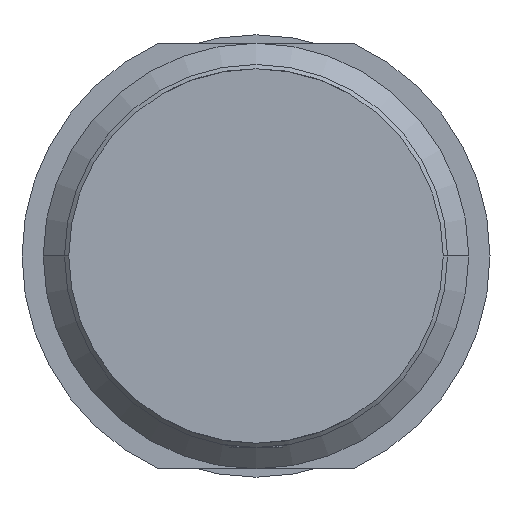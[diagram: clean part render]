
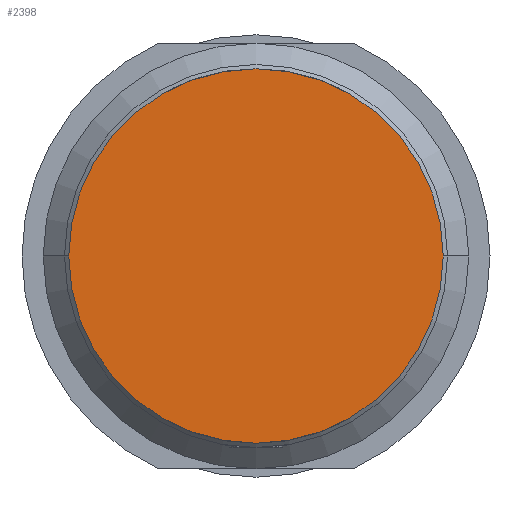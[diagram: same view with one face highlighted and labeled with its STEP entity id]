
A CAD part, front view. The second image highlights one B-rep face of the part: STEP entity #2398.
In plain terms, the highlighted planar face has unit normal (0, -1, 0).
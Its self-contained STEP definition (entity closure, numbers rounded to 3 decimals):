
#378 = CARTESIAN_POINT ( 'NONE',  ( 0., 0., -1.9 ) ) ;
#406 = CARTESIAN_POINT ( 'NONE',  ( 0., 0., 0. ) ) ;
#440 = AXIS2_PLACEMENT_3D ( 'NONE', #406, #5213, #2815 ) ;
#534 = FACE_OUTER_BOUND ( 'NONE', #6300, .T. ) ;
#867 = DIRECTION ( 'NONE',  ( 1., 0., 0. ) ) ;
#886 = CARTESIAN_POINT ( 'NONE',  ( 2.2, 0., 0. ) ) ;
#1725 = VERTEX_POINT ( 'NONE', #4419 ) ;
#1888 = CIRCLE ( 'NONE', #3417, 2.2 ) ;
#2398 = ADVANCED_FACE ( 'Defeature ausgef�hrt1_1', ( #534 ), #4758, .F. ) ;
#2815 = DIRECTION ( 'NONE',  ( -1., 0., 0. ) ) ;
#3417 = AXIS2_PLACEMENT_3D ( 'NONE', #4526, #4106, #4581 ) ;
#3768 = DIRECTION ( 'NONE',  ( 0., 1., 0. ) ) ;
#3955 = AXIS2_PLACEMENT_3D ( 'NONE', #378, #3768, #867 ) ;
#4106 = DIRECTION ( 'NONE',  ( 0., -1., 0. ) ) ;
#4321 = VERTEX_POINT ( 'NONE', #886 ) ;
#4419 = CARTESIAN_POINT ( 'NONE',  ( -2.2, 0., 0. ) ) ;
#4526 = CARTESIAN_POINT ( 'NONE',  ( 0., 0., 0. ) ) ;
#4541 = EDGE_CURVE ( 'Defeature ausgef�hrt1_1+Defeature ausgef�hrt1_8+Defeature ausgef�hrt1_8+Defeature ausgef�hrt1_8', #4321, #1725, #5526, .T. ) ;
#4581 = DIRECTION ( 'NONE',  ( -1., 0., 0. ) ) ;
#4758 = PLANE ( 'NONE',  #3955 ) ;
#5213 = DIRECTION ( 'NONE',  ( 0., -1., 0. ) ) ;
#5526 = CIRCLE ( 'NONE', #440, 2.2 ) ;
#5935 = ORIENTED_EDGE ( 'NONE', *, *, #5965, .T. ) ;
#5965 = EDGE_CURVE ( 'Defeature ausgef�hrt1_1+Defeature ausgef�hrt1_8+Defeature ausgef�hrt1_8+Defeature ausgef�hrt1_8', #1725, #4321, #1888, .T. ) ;
#6034 = ORIENTED_EDGE ( 'NONE', *, *, #4541, .T. ) ;
#6300 = EDGE_LOOP ( 'NONE', ( #5935, #6034 ) ) ;
